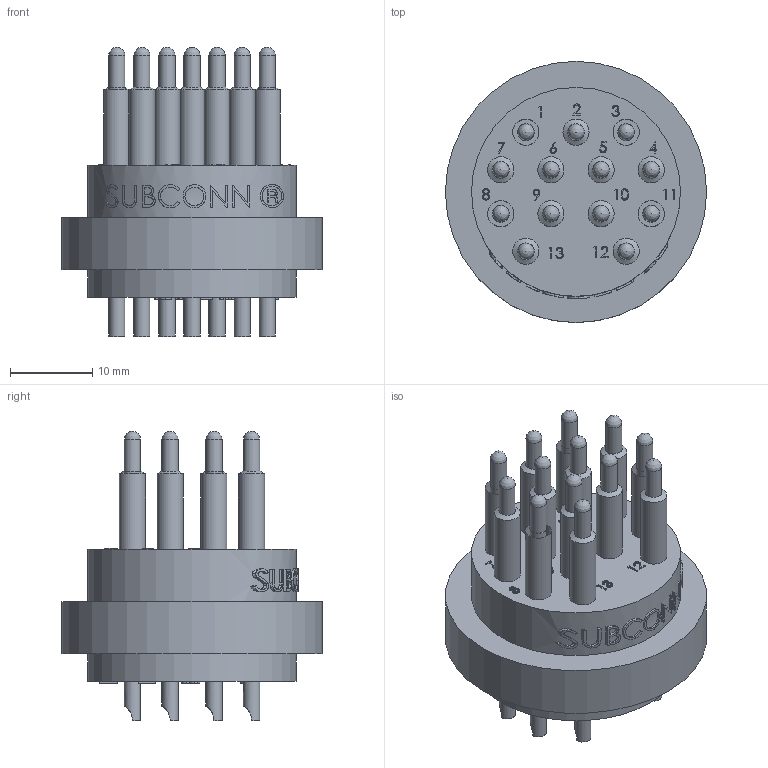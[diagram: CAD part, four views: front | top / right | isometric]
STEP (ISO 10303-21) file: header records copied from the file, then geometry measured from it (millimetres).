
FILE_DESCRIPTION(/* description */ (''),/* implementation_level */ '2;1');
FILE_NAME(/* name */ 'DAT13M.stp',/* time_stamp */ '2023-03-14T14:59:05+01:00',/* author */ ('sh'),/* organization */ (''),/* preprocessor_version */ 'ST-DEVELOPER v19.2',/* originating_system */ 'Autodesk Inventor 2023',/* authorisation */ '');
FILE_SCHEMA (('AUTOMOTIVE_DESIGN { 1 0 10303 214 3 1 1 }'));
Products named in the file (1): Part7
Bounding box: 31.75 x 31.75 x 35.18 mm (x, y, z)
Volume: 11210.2 mm3; surface area: 6600.9 mm2
Topology: 1 solids, 1 shells, 707 faces, 1812 edges, 1208 vertices
Faces by surface type: plane 323, bspline 261, cylinder 97, cone 26
Full cylindrical faces by diameter (mm): 1.27 x13, 1.974 x26, 2.007 x13, 3.175 x13, 25.4 x2, 31.75 x1
Entity records: 37696 total; most frequent: CARTESIAN_POINT 21354, ORIENTED_EDGE 3598, DIRECTION 2425, EDGE_CURVE 1799, VERTEX_POINT 1208, LINE 971, VECTOR 971, EDGE_LOOP 821
